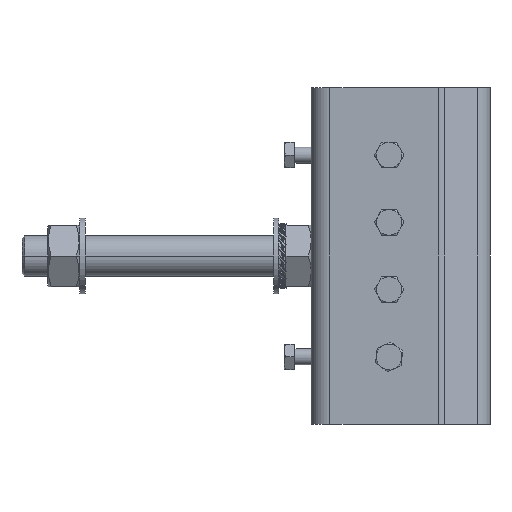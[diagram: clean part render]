
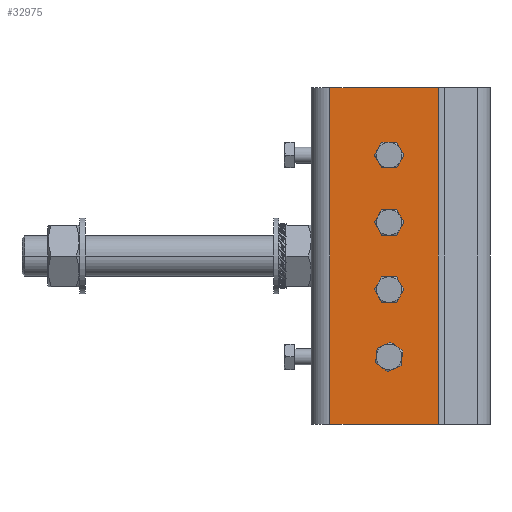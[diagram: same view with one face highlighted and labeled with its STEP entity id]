
A CAD part, left-side view. The second image highlights one B-rep face of the part: STEP entity #32975.
In plain terms, the highlighted planar face has unit normal (-1, 0, 0).
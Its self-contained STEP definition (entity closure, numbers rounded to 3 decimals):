
#26 = VERTEX_POINT ( 'NONE', #12348 ) ;
#1670 = FACE_BOUND ( 'NONE', #10236, .T. ) ;
#1686 = ORIENTED_EDGE ( 'NONE', *, *, #42321, .F. ) ;
#1782 = CIRCLE ( 'NONE', #33859, 6. ) ;
#1811 = CARTESIAN_POINT ( 'NONE',  ( 10.169, 109.726, 325.212 ) ) ;
#2134 = EDGE_LOOP ( 'NONE', ( #24915, #40953 ) ) ;
#4504 = DIRECTION ( 'NONE',  ( 0., -1., 0. ) ) ;
#4800 = CARTESIAN_POINT ( 'NONE',  ( 10.169, 146.257, 175.212 ) ) ;
#5111 = VECTOR ( 'NONE', #29974, 1000. ) ;
#5185 = CARTESIAN_POINT ( 'NONE',  ( 10.169, 152.293, 125.212 ) ) ;
#5611 = ORIENTED_EDGE ( 'NONE', *, *, #10622, .F. ) ;
#5729 = VERTEX_POINT ( 'NONE', #38964 ) ;
#6439 = ORIENTED_EDGE ( 'NONE', *, *, #25796, .F. ) ;
#8378 = LINE ( 'NONE', #1811, #42666 ) ;
#8814 = ORIENTED_EDGE ( 'NONE', *, *, #15400, .T. ) ;
#9027 = DIRECTION ( 'NONE',  ( 0., 1., 0. ) ) ;
#9149 = EDGE_CURVE ( 'NONE', #27789, #45504, #53507, .T. ) ;
#9161 = FACE_BOUND ( 'NONE', #2134, .T. ) ;
#9175 = DIRECTION ( 'NONE',  ( 0., -1., 0. ) ) ;
#9290 = CARTESIAN_POINT ( 'NONE',  ( 10.169, 190.257, 325.212 ) ) ;
#9673 = EDGE_CURVE ( 'NONE', #27789, #5729, #17946, .T. ) ;
#10153 = AXIS2_PLACEMENT_3D ( 'NONE', #15043, #45084, #19376 ) ;
#10236 = EDGE_LOOP ( 'NONE', ( #28618, #5611 ) ) ;
#10622 = EDGE_CURVE ( 'NONE', #42663, #10683, #20580, .T. ) ;
#10683 = VERTEX_POINT ( 'NONE', #35402 ) ;
#11873 = FACE_OUTER_BOUND ( 'NONE', #17790, .T. ) ;
#11898 = ORIENTED_EDGE ( 'NONE', *, *, #43213, .F. ) ;
#12261 = VERTEX_POINT ( 'NONE', #53211 ) ;
#12284 = EDGE_CURVE ( 'NONE', #14988, #45504, #8378, .T. ) ;
#12348 = CARTESIAN_POINT ( 'NONE',  ( 10.169, 140.257, 175.212 ) ) ;
#13644 = VECTOR ( 'NONE', #4504, 1000. ) ;
#13869 = CIRCLE ( 'NONE', #27439, 6. ) ;
#14380 = DIRECTION ( 'NONE',  ( -1., 0., 0. ) ) ;
#14952 = LINE ( 'NONE', #30309, #13644 ) ;
#14988 = VERTEX_POINT ( 'NONE', #44433 ) ;
#15043 = CARTESIAN_POINT ( 'NONE',  ( 10.169, 146.293, 275.212 ) ) ;
#15400 = EDGE_CURVE ( 'NONE', #5729, #14988, #14952, .T. ) ;
#16170 = ORIENTED_EDGE ( 'NONE', *, *, #9673, .T. ) ;
#16527 = VECTOR ( 'NONE', #55781, 1000. ) ;
#16539 = CARTESIAN_POINT ( 'NONE',  ( 10.169, 146.293, 275.212 ) ) ;
#17493 = PLANE ( 'NONE',  #21344 ) ;
#17790 = EDGE_LOOP ( 'NONE', ( #8814, #55208, #24594, #16170 ) ) ;
#17946 = LINE ( 'NONE', #46836, #5111 ) ;
#18533 = EDGE_CURVE ( 'NONE', #10683, #42663, #54839, .T. ) ;
#19046 = AXIS2_PLACEMENT_3D ( 'NONE', #46189, #20494, #50531 ) ;
#19246 = CIRCLE ( 'NONE', #10153, 6. ) ;
#19376 = DIRECTION ( 'NONE',  ( 0., -1., 0. ) ) ;
#19997 = EDGE_LOOP ( 'NONE', ( #11898, #6439 ) ) ;
#20494 = DIRECTION ( 'NONE',  ( -1., 0., 0. ) ) ;
#20580 = CIRCLE ( 'NONE', #26060, 6. ) ;
#20594 = FACE_BOUND ( 'NONE', #19997, .T. ) ;
#20850 = DIRECTION ( 'NONE',  ( 0., -1., 0. ) ) ;
#21344 = AXIS2_PLACEMENT_3D ( 'NONE', #30461, #34783, #9027 ) ;
#21421 = DIRECTION ( 'NONE',  ( -1., 0., 0. ) ) ;
#22086 = DIRECTION ( 'NONE',  ( -1., 0., 0. ) ) ;
#23043 = CARTESIAN_POINT ( 'NONE',  ( 10.169, 152.257, 175.212 ) ) ;
#23088 = CARTESIAN_POINT ( 'NONE',  ( 10.169, 146.293, 125.212 ) ) ;
#24489 = AXIS2_PLACEMENT_3D ( 'NONE', #23088, #53137, #27397 ) ;
#24566 = VERTEX_POINT ( 'NONE', #50618 ) ;
#24594 = ORIENTED_EDGE ( 'NONE', *, *, #9149, .F. ) ;
#24915 = ORIENTED_EDGE ( 'NONE', *, *, #45564, .F. ) ;
#25796 = EDGE_CURVE ( 'NONE', #31653, #26, #54586, .T. ) ;
#26060 = AXIS2_PLACEMENT_3D ( 'NONE', #47775, #22086, #52116 ) ;
#26713 = CARTESIAN_POINT ( 'NONE',  ( 10.169, 109.726, 325.212 ) ) ;
#27174 = VERTEX_POINT ( 'NONE', #43170 ) ;
#27397 = DIRECTION ( 'NONE',  ( 0., -1., 0. ) ) ;
#27439 = AXIS2_PLACEMENT_3D ( 'NONE', #47101, #21421, #51485 ) ;
#27664 = DIRECTION ( 'NONE',  ( 0., 0., 1. ) ) ;
#27789 = VERTEX_POINT ( 'NONE', #9290 ) ;
#28618 = ORIENTED_EDGE ( 'NONE', *, *, #18533, .F. ) ;
#29974 = DIRECTION ( 'NONE',  ( 0., 0., -1. ) ) ;
#30174 = CARTESIAN_POINT ( 'NONE',  ( 10.169, 152.257, 225.212 ) ) ;
#30309 = CARTESIAN_POINT ( 'NONE',  ( 10.169, 137.757, 75.212 ) ) ;
#30461 = CARTESIAN_POINT ( 'NONE',  ( 10.169, 137.757, 325.212 ) ) ;
#31653 = VERTEX_POINT ( 'NONE', #23043 ) ;
#32037 = FACE_BOUND ( 'NONE', #52874, .T. ) ;
#32975 = ADVANCED_FACE ( 'NONE', ( #32037, #9161, #20594, #1670, #11873 ), #17493, .F. ) ;
#33859 = AXIS2_PLACEMENT_3D ( 'NONE', #4800, #34936, #9175 ) ;
#34783 = DIRECTION ( 'NONE',  ( 1., 0., 0. ) ) ;
#34936 = DIRECTION ( 'NONE',  ( -1., 0., 0. ) ) ;
#35402 = CARTESIAN_POINT ( 'NONE',  ( 10.169, 140.257, 225.212 ) ) ;
#35638 = ORIENTED_EDGE ( 'NONE', *, *, #45806, .F. ) ;
#36326 = EDGE_CURVE ( 'NONE', #12261, #27174, #43228, .T. ) ;
#36538 = VERTEX_POINT ( 'NONE', #5185 ) ;
#38964 = CARTESIAN_POINT ( 'NONE',  ( 10.169, 190.257, 75.212 ) ) ;
#40136 = CARTESIAN_POINT ( 'NONE',  ( 10.169, 146.257, 175.212 ) ) ;
#40953 = ORIENTED_EDGE ( 'NONE', *, *, #36326, .F. ) ;
#42321 = EDGE_CURVE ( 'NONE', #36538, #24566, #43617, .T. ) ;
#42663 = VERTEX_POINT ( 'NONE', #30174 ) ;
#42666 = VECTOR ( 'NONE', #27664, 1000. ) ;
#43170 = CARTESIAN_POINT ( 'NONE',  ( 10.169, 140.293, 275.212 ) ) ;
#43213 = EDGE_CURVE ( 'NONE', #26, #31653, #1782, .T. ) ;
#43228 = CIRCLE ( 'NONE', #54958, 6. ) ;
#43617 = CIRCLE ( 'NONE', #24489, 6. ) ;
#44424 = DIRECTION ( 'NONE',  ( 0., -1., 0. ) ) ;
#44433 = CARTESIAN_POINT ( 'NONE',  ( 10.169, 109.726, 75.212 ) ) ;
#45084 = DIRECTION ( 'NONE',  ( -1., 0., 0. ) ) ;
#45504 = VERTEX_POINT ( 'NONE', #26713 ) ;
#45564 = EDGE_CURVE ( 'NONE', #27174, #12261, #19246, .T. ) ;
#45806 = EDGE_CURVE ( 'NONE', #24566, #36538, #13869, .T. ) ;
#46189 = CARTESIAN_POINT ( 'NONE',  ( 10.169, 146.257, 225.212 ) ) ;
#46534 = DIRECTION ( 'NONE',  ( -1., 0., 0. ) ) ;
#46836 = CARTESIAN_POINT ( 'NONE',  ( 10.169, 190.257, 325.212 ) ) ;
#47092 = CARTESIAN_POINT ( 'NONE',  ( 10.169, 137.757, 325.212 ) ) ;
#47101 = CARTESIAN_POINT ( 'NONE',  ( 10.169, 146.293, 125.212 ) ) ;
#47775 = CARTESIAN_POINT ( 'NONE',  ( 10.169, 146.257, 225.212 ) ) ;
#50531 = DIRECTION ( 'NONE',  ( 0., -1., 0. ) ) ;
#50618 = CARTESIAN_POINT ( 'NONE',  ( 10.169, 140.293, 125.212 ) ) ;
#51485 = DIRECTION ( 'NONE',  ( 0., -1., 0. ) ) ;
#52116 = DIRECTION ( 'NONE',  ( 0., -1., 0. ) ) ;
#52874 = EDGE_LOOP ( 'NONE', ( #35638, #1686 ) ) ;
#53137 = DIRECTION ( 'NONE',  ( -1., 0., 0. ) ) ;
#53211 = CARTESIAN_POINT ( 'NONE',  ( 10.169, 152.293, 275.212 ) ) ;
#53507 = LINE ( 'NONE', #47092, #16527 ) ;
#54586 = CIRCLE ( 'NONE', #55577, 6. ) ;
#54839 = CIRCLE ( 'NONE', #19046, 6. ) ;
#54958 = AXIS2_PLACEMENT_3D ( 'NONE', #16539, #46534, #20850 ) ;
#55208 = ORIENTED_EDGE ( 'NONE', *, *, #12284, .T. ) ;
#55577 = AXIS2_PLACEMENT_3D ( 'NONE', #40136, #14380, #44424 ) ;
#55781 = DIRECTION ( 'NONE',  ( 0., -1., 0. ) ) ;
